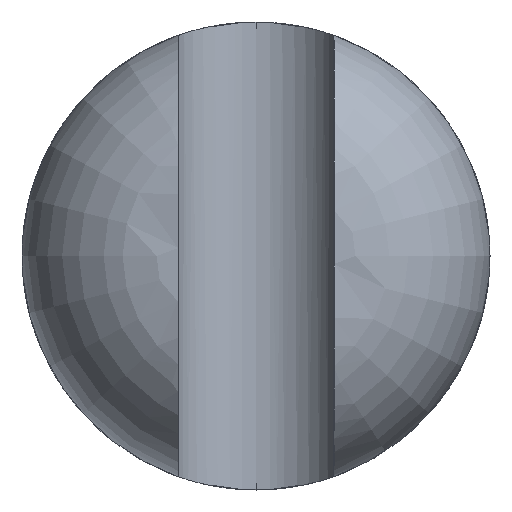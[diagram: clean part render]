
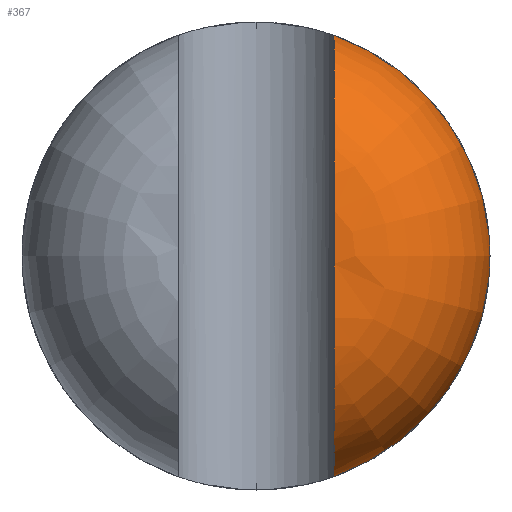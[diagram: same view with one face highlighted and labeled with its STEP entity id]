
A CAD part, front view. The second image highlights one B-rep face of the part: STEP entity #367.
In plain terms, the highlighted toroidal (fillet/blend) face has major radius 5 mm and minor radius 10 mm.
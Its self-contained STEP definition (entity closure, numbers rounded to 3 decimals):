
#3 = VERTEX_POINT ( 'NONE', #91 ) ;
#4 = CARTESIAN_POINT ( 'NONE',  ( 0., 10., 0. ) ) ;
#9 = CARTESIAN_POINT ( 'NONE',  ( 14.928, 10., -1.466 ) ) ;
#14 = CARTESIAN_POINT ( 'NONE',  ( 5., 0.614, -6.838 ) ) ;
#24 = DIRECTION ( 'NONE',  ( 0., 1., 0. ) ) ;
#31 = CARTESIAN_POINT ( 'NONE',  ( 5., 1.351, -8.755 ) ) ;
#43 = CARTESIAN_POINT ( 'NONE',  ( 5., 2.774, 10.864 ) ) ;
#55 = ORIENTED_EDGE ( 'NONE', *, *, #1124, .F. ) ;
#57 = CARTESIAN_POINT ( 'NONE',  ( 5., 4.962, 12.699 ) ) ;
#64 = CARTESIAN_POINT ( 'NONE',  ( 5., 7.185, 13.722 ) ) ;
#86 = AXIS2_PLACEMENT_3D ( 'NONE', #510, #1379, #946 ) ;
#91 = CARTESIAN_POINT ( 'NONE',  ( 14.928, 10., 1.466 ) ) ;
#111 = CARTESIAN_POINT ( 'NONE',  ( 5., 9.169, -14.142 ) ) ;
#120 = CARTESIAN_POINT ( 'NONE',  ( 5., 0.08, -4.018 ) ) ;
#126 = CARTESIAN_POINT ( 'NONE',  ( 5., 10., -14.142 ) ) ;
#141 = CARTESIAN_POINT ( 'NONE',  ( 5., 2., -9.813 ) ) ;
#148 = CARTESIAN_POINT ( 'NONE',  ( 5., 0.04, 3.334 ) ) ;
#158 = EDGE_CURVE ( 'NONE', #1011, #577, #515, .T. ) ;
#163 = CARTESIAN_POINT ( 'NONE',  ( 5., 2.268, 10.233 ) ) ;
#177 = EDGE_CURVE ( 'NONE', #577, #855, #752, .T. ) ;
#204 = AXIS2_PLACEMENT_3D ( 'NONE', #4, #440, #1311 ) ;
#205 = AXIS2_PLACEMENT_3D ( 'NONE', #1111, #24, #1237 ) ;
#234 = CARTESIAN_POINT ( 'NONE',  ( 14.928, 10., -1.466 ) ) ;
#237 = CARTESIAN_POINT ( 'NONE',  ( 14.951, 9.928, -1.231 ) ) ;
#240 = CARTESIAN_POINT ( 'NONE',  ( 5., 7.164, -13.715 ) ) ;
#254 = CARTESIAN_POINT ( 'NONE',  ( 5., 2.238, -10.154 ) ) ;
#300 = ORIENTED_EDGE ( 'NONE', *, *, #665, .F. ) ;
#313 = VERTEX_POINT ( 'NONE', #746 ) ;
#343 = CARTESIAN_POINT ( 'NONE',  ( 5., 3.61, -11.677 ) ) ;
#359 = CARTESIAN_POINT ( 'NONE',  ( 14.928, 10., 1.466 ) ) ;
#367 = ADVANCED_FACE ( 'NONE', ( #734 ), #880, .T. ) ;
#371 = CARTESIAN_POINT ( 'NONE',  ( 5., 0.092, 4.15 ) ) ;
#440 = DIRECTION ( 'NONE',  ( 0., 1., 0. ) ) ;
#442 = CARTESIAN_POINT ( 'NONE',  ( 5., 0.32, -5.634 ) ) ;
#448 = CARTESIAN_POINT ( 'NONE',  ( 14.998, 9.78, 0.247 ) ) ;
#454 = CARTESIAN_POINT ( 'NONE',  ( 5., 0.034, -3.205 ) ) ;
#467 = CARTESIAN_POINT ( 'NONE',  ( 5., 1.009, -8.009 ) ) ;
#479 = CARTESIAN_POINT ( 'NONE',  ( 5., 1.069, 8.097 ) ) ;
#487 = CARTESIAN_POINT ( 'NONE',  ( 5., 10., 14.142 ) ) ;
#492 = CARTESIAN_POINT ( 'NONE',  ( 5., 0.331, 5.775 ) ) ;
#510 = CARTESIAN_POINT ( 'NONE',  ( 0., 10., 0. ) ) ;
#515 = CIRCLE ( 'NONE', #205, 15. ) ;
#544 = CARTESIAN_POINT ( 'NONE',  ( 5., 4.927, -12.677 ) ) ;
#567 = CARTESIAN_POINT ( 'NONE',  ( 5., 8.356, -14.034 ) ) ;
#575 = CARTESIAN_POINT ( 'NONE',  ( 14.998, 9.78, 0. ) ) ;
#577 = VERTEX_POINT ( 'NONE', #1298 ) ;
#595 = CARTESIAN_POINT ( 'NONE',  ( 5., 3.968, 11.985 ) ) ;
#602 = CARTESIAN_POINT ( 'NONE',  ( 5., 3.653, 11.715 ) ) ;
#609 = CARTESIAN_POINT ( 'NONE',  ( 5., 0.516, 6.568 ) ) ;
#665 = EDGE_CURVE ( 'NONE', #313, #1011, #1245, .T. ) ;
#688 = CARTESIAN_POINT ( 'NONE',  ( 14.969, 9.873, 0.99 ) ) ;
#707 = CARTESIAN_POINT ( 'NONE',  ( 5., 1.422, 8.837 ) ) ;
#715 = CARTESIAN_POINT ( 'NONE',  ( 5., 0.916, 7.719 ) ) ;
#721 = CARTESIAN_POINT ( 'NONE',  ( 5., 8.368, 14.036 ) ) ;
#734 = FACE_OUTER_BOUND ( 'NONE', #1115, .T. ) ;
#746 = CARTESIAN_POINT ( 'NONE',  ( 14.998, 9.78, 0. ) ) ;
#752 = B_SPLINE_CURVE_WITH_KNOTS ( 'NONE', 3,
 ( #126, #111, #567, #240, #882, #1007, #1095, #544, #768, #1232, #343, #897, #776, #254, #141, #31, #467, #14, #1423, #442, #1217, #120, #454, #874, #1136, #1041, #912, #148, #371, #492, #609, #715, #479, #707, #1264, #163, #43, #602, #595, #816, #57, #935, #1368, #1025, #64, #721, #1145, #487 ),
 .UNSPECIFIED., .F., .F.,
 ( 4, 2, 2, 2, 2, 2, 2, 2, 2, 2, 2, 2, 2, 2, 2, 2, 2, 2, 2, 2, 2, 2, 2, 4 ),
 ( -0.02, -0.017, -0.016, -0.015, -0.013, -0.012, -0.011, -0.01, -0.007, -0.006, -0.005, -0.002, 0., 0.003, 0.005, 0.007, 0.009, 0.01, 0.012, 0.014, 0.015, 0.016, 0.017, 0.02 ),
 .UNSPECIFIED. ) ;
#768 = CARTESIAN_POINT ( 'NONE',  ( 5., 4.584, -12.45 ) ) ;
#776 = CARTESIAN_POINT ( 'NONE',  ( 5., 2.75, -10.797 ) ) ;
#784 = B_SPLINE_CURVE_WITH_KNOTS ( 'NONE', 3,
 ( #359, #1314, #688, #1119, #448, #575 ),
 .UNSPECIFIED., .F., .F.,
 ( 4, 2, 4 ),
 ( 0.002, 0.003, 0.004 ),
 .UNSPECIFIED. ) ;
#785 = EDGE_CURVE ( 'NONE', #855, #3, #962, .T. ) ;
#798 = ORIENTED_EDGE ( 'NONE', *, *, #785, .F. ) ;
#816 = CARTESIAN_POINT ( 'NONE',  ( 5., 4.622, 12.476 ) ) ;
#827 = ORIENTED_EDGE ( 'NONE', *, *, #158, .F. ) ;
#855 = VERTEX_POINT ( 'NONE', #979 ) ;
#874 = CARTESIAN_POINT ( 'NONE',  ( 5., -0.004, -1.572 ) ) ;
#880 = TOROIDAL_SURFACE ( 'NONE', #204, 5., 10. ) ;
#882 = CARTESIAN_POINT ( 'NONE',  ( 5., 6.768, -13.581 ) ) ;
#897 = CARTESIAN_POINT ( 'NONE',  ( 5., 3.024, -11.102 ) ) ;
#912 = CARTESIAN_POINT ( 'NONE',  ( 5., -0.004, 1.7 ) ) ;
#935 = CARTESIAN_POINT ( 'NONE',  ( 5., 5.668, 13.1 ) ) ;
#946 = DIRECTION ( 'NONE',  ( 0., 0., 1. ) ) ;
#962 = CIRCLE ( 'NONE', #86, 15. ) ;
#979 = CARTESIAN_POINT ( 'NONE',  ( 5., 10., 14.142 ) ) ;
#996 = CARTESIAN_POINT ( 'NONE',  ( 14.992, 9.798, -0.494 ) ) ;
#1007 = CARTESIAN_POINT ( 'NONE',  ( 5., 6.006, -13.266 ) ) ;
#1011 = VERTEX_POINT ( 'NONE', #234 ) ;
#1025 = CARTESIAN_POINT ( 'NONE',  ( 5., 6.792, 13.59 ) ) ;
#1041 = CARTESIAN_POINT ( 'NONE',  ( 5., 0., 0.882 ) ) ;
#1095 = CARTESIAN_POINT ( 'NONE',  ( 5., 5.637, -13.085 ) ) ;
#1111 = CARTESIAN_POINT ( 'NONE',  ( 0., 10., 0. ) ) ;
#1115 = EDGE_LOOP ( 'NONE', ( #55, #798, #1392, #827, #300 ) ) ;
#1119 = CARTESIAN_POINT ( 'NONE',  ( 14.992, 9.799, 0.496 ) ) ;
#1124 = EDGE_CURVE ( 'NONE', #3, #313, #784, .T. ) ;
#1136 = CARTESIAN_POINT ( 'NONE',  ( 5., 0., -0.754 ) ) ;
#1145 = CARTESIAN_POINT ( 'NONE',  ( 5., 9.175, 14.142 ) ) ;
#1217 = CARTESIAN_POINT ( 'NONE',  ( 5., 0.248, -5.231 ) ) ;
#1232 = CARTESIAN_POINT ( 'NONE',  ( 5., 3.924, -11.949 ) ) ;
#1237 = DIRECTION ( 'NONE',  ( 0., 0., 1. ) ) ;
#1245 = B_SPLINE_CURVE_WITH_KNOTS ( 'NONE', 3,
 ( #1414, #1317, #996, #1303, #237, #9 ),
 .UNSPECIFIED., .F., .F.,
 ( 4, 2, 4 ),
 ( 0.004, 0.005, 0.005 ),
 .UNSPECIFIED. ) ;
#1264 = CARTESIAN_POINT ( 'NONE',  ( 5., 1.62, 9.199 ) ) ;
#1298 = CARTESIAN_POINT ( 'NONE',  ( 5., 10., -14.142 ) ) ;
#1303 = CARTESIAN_POINT ( 'NONE',  ( 14.969, 9.872, -0.986 ) ) ;
#1311 = DIRECTION ( 'NONE',  ( 0., 0., 1. ) ) ;
#1314 = CARTESIAN_POINT ( 'NONE',  ( 14.951, 9.928, 1.231 ) ) ;
#1317 = CARTESIAN_POINT ( 'NONE',  ( 14.998, 9.78, -0.247 ) ) ;
#1368 = CARTESIAN_POINT ( 'NONE',  ( 5., 6.034, 13.279 ) ) ;
#1379 = DIRECTION ( 'NONE',  ( 0., 1., 0. ) ) ;
#1392 = ORIENTED_EDGE ( 'NONE', *, *, #177, .F. ) ;
#1414 = CARTESIAN_POINT ( 'NONE',  ( 14.998, 9.78, 0. ) ) ;
#1423 = CARTESIAN_POINT ( 'NONE',  ( 5., 0.502, -6.436 ) ) ;
